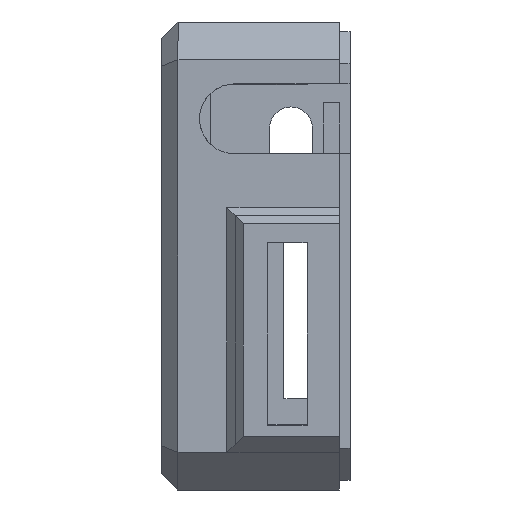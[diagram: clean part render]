
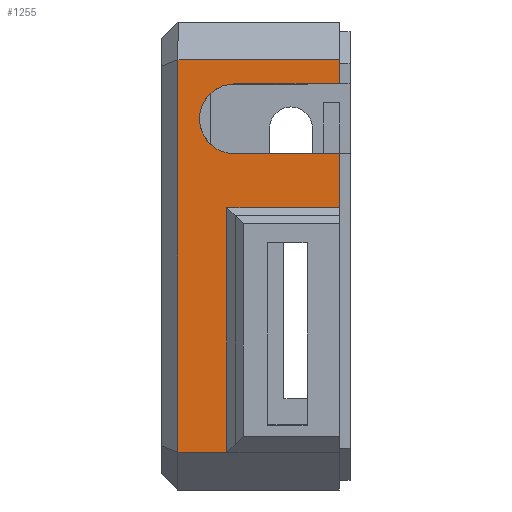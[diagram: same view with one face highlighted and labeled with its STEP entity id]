
A CAD part, left-side view. The second image highlights one B-rep face of the part: STEP entity #1255.
In plain terms, the highlighted planar face has unit normal (-1, 0, 0).
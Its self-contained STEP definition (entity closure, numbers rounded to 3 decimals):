
#164 = CARTESIAN_POINT ( 'NONE',  ( 0., 15., 3.5 ) ) ;
#224 = EDGE_CURVE ( 'NONE', #4573, #2543, #6573, .T. ) ;
#362 = DIRECTION ( 'NONE',  ( 0., 1., 0. ) ) ;
#474 = CARTESIAN_POINT ( 'NONE',  ( 0., 10.45, 0. ) ) ;
#533 = CARTESIAN_POINT ( 'NONE',  ( 0., 15., 3.5 ) ) ;
#591 = CARTESIAN_POINT ( 'NONE',  ( 0., 0., 31.25 ) ) ;
#600 = FACE_OUTER_BOUND ( 'NONE', #2075, .T. ) ;
#848 = DIRECTION ( 'NONE',  ( 0., 0., 1. ) ) ;
#880 = LINE ( 'NONE', #1604, #1962 ) ;
#1127 = CARTESIAN_POINT ( 'NONE',  ( 0., 0., 26.25 ) ) ;
#1221 = AXIS2_PLACEMENT_3D ( 'NONE', #8762, #5586, #4019 ) ;
#1255 = ADVANCED_FACE ( 'NONE', ( #600 ), #8589, .F. ) ;
#1273 = VECTOR ( 'NONE', #7118, 1000. ) ;
#1423 = LINE ( 'NONE', #9459, #1273 ) ;
#1440 = VECTOR ( 'NONE', #3629, 1000. ) ;
#1466 = DIRECTION ( 'NONE',  ( 1., 0., 0. ) ) ;
#1604 = CARTESIAN_POINT ( 'NONE',  ( 0., 0., 0. ) ) ;
#1651 = LINE ( 'NONE', #8825, #1881 ) ;
#1671 = LINE ( 'NONE', #6498, #5406 ) ;
#1800 = ORIENTED_EDGE ( 'NONE', *, *, #2707, .T. ) ;
#1814 = VERTEX_POINT ( 'NONE', #5932 ) ;
#1819 = VERTEX_POINT ( 'NONE', #8081 ) ;
#1881 = VECTOR ( 'NONE', #9704, 1000. ) ;
#1962 = VECTOR ( 'NONE', #4863, 1000. ) ;
#2006 = CARTESIAN_POINT ( 'NONE',  ( 0., 9.75, 31.25 ) ) ;
#2054 = CARTESIAN_POINT ( 'NONE',  ( 0., 0., 37.75 ) ) ;
#2075 = EDGE_LOOP ( 'NONE', ( #9914, #6011, #8223, #4781, #3547, #6555, #4547, #8348, #1800, #10004 ) ) ;
#2543 = VERTEX_POINT ( 'NONE', #4244 ) ;
#2562 = VECTOR ( 'NONE', #9307, 1000. ) ;
#2707 = EDGE_CURVE ( 'NONE', #5920, #4573, #8317, .T. ) ;
#2781 = LINE ( 'NONE', #2937, #9208 ) ;
#2937 = CARTESIAN_POINT ( 'NONE',  ( 0., 0., 31.25 ) ) ;
#3373 = EDGE_CURVE ( 'NONE', #6449, #5031, #1423, .T. ) ;
#3505 = DIRECTION ( 'NONE',  ( 0., -1., 0. ) ) ;
#3547 = ORIENTED_EDGE ( 'NONE', *, *, #9804, .T. ) ;
#3583 = EDGE_CURVE ( 'NONE', #2543, #6449, #9755, .T. ) ;
#3629 = DIRECTION ( 'NONE',  ( 0., 0., 1. ) ) ;
#3961 = EDGE_CURVE ( 'NONE', #1819, #6660, #1651, .T. ) ;
#4019 = DIRECTION ( 'NONE',  ( 0., 0., -1. ) ) ;
#4194 = CIRCLE ( 'NONE', #1221, 3.25 ) ;
#4244 = CARTESIAN_POINT ( 'NONE',  ( 0., 10.45, 3.5 ) ) ;
#4520 = EDGE_CURVE ( 'NONE', #1814, #5920, #8745, .T. ) ;
#4547 = ORIENTED_EDGE ( 'NONE', *, *, #9413, .T. ) ;
#4573 = VERTEX_POINT ( 'NONE', #164 ) ;
#4776 = CARTESIAN_POINT ( 'NONE',  ( 0., 16.5, 40. ) ) ;
#4781 = ORIENTED_EDGE ( 'NONE', *, *, #6639, .T. ) ;
#4863 = DIRECTION ( 'NONE',  ( 0., 0., 1. ) ) ;
#5031 = VERTEX_POINT ( 'NONE', #1127 ) ;
#5406 = VECTOR ( 'NONE', #848, 1000. ) ;
#5586 = DIRECTION ( 'NONE',  ( 1., 0., 0. ) ) ;
#5739 = EDGE_CURVE ( 'NONE', #5031, #9187, #1671, .T. ) ;
#5795 = VECTOR ( 'NONE', #3505, 1000. ) ;
#5920 = VERTEX_POINT ( 'NONE', #6136 ) ;
#5932 = CARTESIAN_POINT ( 'NONE',  ( 0., 0., 40. ) ) ;
#6011 = ORIENTED_EDGE ( 'NONE', *, *, #3373, .T. ) ;
#6136 = CARTESIAN_POINT ( 'NONE',  ( 0., 15., 40. ) ) ;
#6449 = VERTEX_POINT ( 'NONE', #8018 ) ;
#6498 = CARTESIAN_POINT ( 'NONE',  ( 0., 0., 0. ) ) ;
#6555 = ORIENTED_EDGE ( 'NONE', *, *, #3961, .T. ) ;
#6573 = LINE ( 'NONE', #9128, #5795 ) ;
#6639 = EDGE_CURVE ( 'NONE', #9187, #8111, #2781, .T. ) ;
#6660 = VERTEX_POINT ( 'NONE', #2054 ) ;
#6840 = AXIS2_PLACEMENT_3D ( 'NONE', #9309, #1466, #10243 ) ;
#6888 = DIRECTION ( 'NONE',  ( 0., 1., 0. ) ) ;
#7118 = DIRECTION ( 'NONE',  ( 0., -1., 0. ) ) ;
#8018 = CARTESIAN_POINT ( 'NONE',  ( 0., 10.45, 26.25 ) ) ;
#8081 = CARTESIAN_POINT ( 'NONE',  ( 0., 9.75, 37.75 ) ) ;
#8111 = VERTEX_POINT ( 'NONE', #2006 ) ;
#8223 = ORIENTED_EDGE ( 'NONE', *, *, #5739, .T. ) ;
#8317 = LINE ( 'NONE', #533, #2562 ) ;
#8348 = ORIENTED_EDGE ( 'NONE', *, *, #4520, .T. ) ;
#8589 = PLANE ( 'NONE',  #6840 ) ;
#8595 = VECTOR ( 'NONE', #362, 1000. ) ;
#8745 = LINE ( 'NONE', #4776, #8595 ) ;
#8762 = CARTESIAN_POINT ( 'NONE',  ( 0., 9.75, 34.5 ) ) ;
#8825 = CARTESIAN_POINT ( 'NONE',  ( 0., 0., 37.75 ) ) ;
#9128 = CARTESIAN_POINT ( 'NONE',  ( 0., 16.5, 3.5 ) ) ;
#9187 = VERTEX_POINT ( 'NONE', #591 ) ;
#9208 = VECTOR ( 'NONE', #6888, 1000. ) ;
#9307 = DIRECTION ( 'NONE',  ( 0., 0., -1. ) ) ;
#9309 = CARTESIAN_POINT ( 'NONE',  ( 0., 16.5, 0. ) ) ;
#9413 = EDGE_CURVE ( 'NONE', #6660, #1814, #880, .T. ) ;
#9459 = CARTESIAN_POINT ( 'NONE',  ( 0., 16.5, 26.25 ) ) ;
#9704 = DIRECTION ( 'NONE',  ( 0., -1., 0. ) ) ;
#9755 = LINE ( 'NONE', #474, #1440 ) ;
#9804 = EDGE_CURVE ( 'NONE', #8111, #1819, #4194, .T. ) ;
#9914 = ORIENTED_EDGE ( 'NONE', *, *, #3583, .T. ) ;
#10004 = ORIENTED_EDGE ( 'NONE', *, *, #224, .T. ) ;
#10243 = DIRECTION ( 'NONE',  ( 0., 0., -1. ) ) ;
